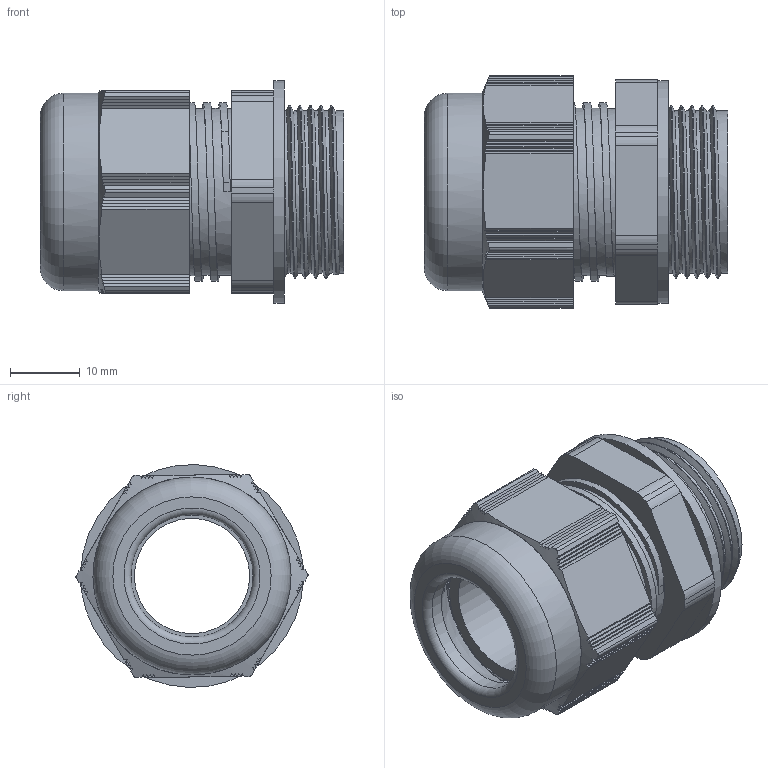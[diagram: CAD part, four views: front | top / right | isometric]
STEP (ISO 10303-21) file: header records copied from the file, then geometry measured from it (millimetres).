
FILE_DESCRIPTION(/* description */ ('Euro-Top X3 HI Poylamid M25 Stutzen'),/* implementation_level */ '2;1');
FILE_NAME(/* name */ '85084525X3HI-RST.stp',/* time_stamp */ '2015-03-03T13:38:49+01:00',/* author */ ('sl'),/* organization */ (''),/* preprocessor_version */ 'ST-DEVELOPER v15.2',/* originating_system */ 'Autodesk Inventor 2014',/* authorisation */ '');
FILE_SCHEMA (('AUTOMOTIVE_DESIGN { 1 0 10303 214 3 1 1 }'));
Length unit declared in the file: millimetre
Products named in the file (5): Euro-Top-X3HI-07-BT-0001-85084525X3HI; Euro-Top-X3HI-07-BT-0002-85084525X3HI; Euro-Top-X3HI-07-BT-0003-85084525X3HI; Euro-Top-X3HI-07-BT-0004-85084525X3HI; Euro-Top-X3HI-07-BG-0001-85084525X3HI
Assembly tree (4 placements, depth 2):
  Euro-Top-X3HI-07-BG-0001-85084525X3HI
    Euro-Top-X3HI-07-BT-0001-85084525X3HI
    Euro-Top-X3HI-07-BT-0002-85084525X3HI
    Euro-Top-X3HI-07-BT-0003-85084525X3HI
    Euro-Top-X3HI-07-BT-0004-85084525X3HI
Bounding box: 43.52 x 33.33 x 31.99 mm (x, y, z)
Volume: 14955.8 mm3; surface area: 15308.3 mm2
Topology: 4 solids, 4 shells, 343 faces, 977 edges, 649 vertices
Faces by surface type: plane 212, cylinder 81, torus 23, cone 21, bspline 6
Full cylindrical faces by diameter (mm): 16.54 x1, 17.53 x1, 17.56 x1, 18 x1, 20.2 x1, 20.26 x1, 23 x1, 23.318 x5, 23.8 x1, 23.94 x5, 24 x4, 24.86 x1, 25.64 x5, 28.37 x1, 32.02 x1
Entity records: 13442 total; most frequent: CARTESIAN_POINT 5391, ORIENTED_EDGE 1784, DIRECTION 1548, EDGE_CURVE 892, VERTEX_POINT 606, AXIS2_PLACEMENT_3D 551, LINE 446, VECTOR 446
